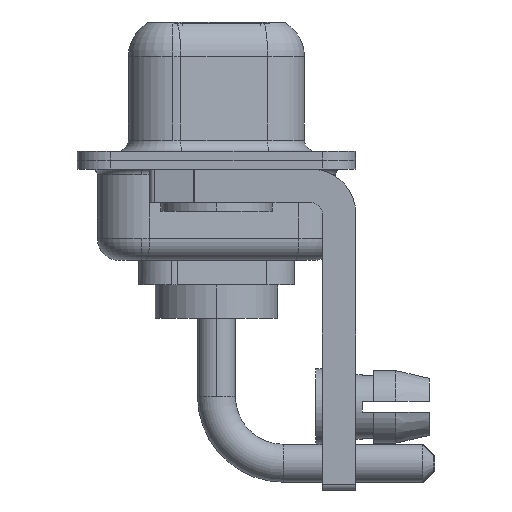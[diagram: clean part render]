
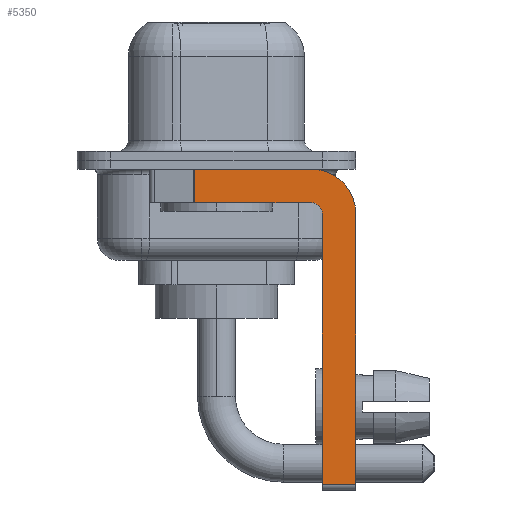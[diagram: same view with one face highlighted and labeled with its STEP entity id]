
A CAD part, left-side view. The second image highlights one B-rep face of the part: STEP entity #5350.
In plain terms, the highlighted planar face has unit normal (-1, 0, 0).
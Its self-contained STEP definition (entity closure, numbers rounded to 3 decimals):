
#455 = DIRECTION ( 'NONE',  ( 1., 0., 0. ) ) ;
#589 = CARTESIAN_POINT ( 'NONE',  ( -2.9, 0.978, -0.4 ) ) ;
#707 = DIRECTION ( 'NONE',  ( 0., 0., -1. ) ) ;
#794 = VERTEX_POINT ( 'NONE', #11590 ) ;
#871 = DIRECTION ( 'NONE',  ( 0., 0., -1. ) ) ;
#876 = CIRCLE ( 'NONE', #10008, 0.5 ) ;
#916 = VECTOR ( 'NONE', #9197, 1000. ) ;
#1093 = ORIENTED_EDGE ( 'NONE', *, *, #4145, .F. ) ;
#1111 = EDGE_CURVE ( 'NONE', #3554, #7115, #8468, .T. ) ;
#1233 = VERTEX_POINT ( 'NONE', #5114 ) ;
#1315 = VERTEX_POINT ( 'NONE', #13942 ) ;
#1620 = VECTOR ( 'NONE', #871, 1000. ) ;
#1638 = VERTEX_POINT ( 'NONE', #2704 ) ;
#1764 = CARTESIAN_POINT ( 'NONE',  ( -2.9, -4.25, -14.55 ) ) ;
#1850 = ORIENTED_EDGE ( 'NONE', *, *, #13202, .T. ) ;
#2045 = ORIENTED_EDGE ( 'NONE', *, *, #14905, .F. ) ;
#2090 = ORIENTED_EDGE ( 'NONE', *, *, #1111, .F. ) ;
#2380 = DIRECTION ( 'NONE',  ( 0., 0., -1. ) ) ;
#2418 = VERTEX_POINT ( 'NONE', #13548 ) ;
#2666 = LINE ( 'NONE', #7892, #8467 ) ;
#2704 = CARTESIAN_POINT ( 'NONE',  ( -2.9, -4.25, -1.9 ) ) ;
#3297 = ORIENTED_EDGE ( 'NONE', *, *, #8371, .T. ) ;
#3423 = DIRECTION ( 'NONE',  ( 0., 0., 1. ) ) ;
#3554 = VERTEX_POINT ( 'NONE', #9980 ) ;
#4145 = EDGE_CURVE ( 'NONE', #13003, #794, #9358, .T. ) ;
#4320 = LINE ( 'NONE', #10606, #5056 ) ;
#4598 = AXIS2_PLACEMENT_3D ( 'NONE', #5826, #13042, #707 ) ;
#4838 = LINE ( 'NONE', #13583, #10285 ) ;
#5056 = VECTOR ( 'NONE', #3423, 1000. ) ;
#5114 = CARTESIAN_POINT ( 'NONE',  ( -2.9, -4.75, -14.55 ) ) ;
#5265 = DIRECTION ( 'NONE',  ( 0., 0., -1. ) ) ;
#5350 = ADVANCED_FACE ( 'NONE', ( #8055 ), #14359, .F. ) ;
#5505 = LINE ( 'NONE', #1764, #12730 ) ;
#5826 = CARTESIAN_POINT ( 'NONE',  ( -2.9, -4.25, -2.4 ) ) ;
#6622 = DIRECTION ( 'NONE',  ( 0., 0., 1. ) ) ;
#6641 = CARTESIAN_POINT ( 'NONE',  ( -2.9, -4.25, -2.4 ) ) ;
#6932 = EDGE_LOOP ( 'NONE', ( #1093, #1850, #2045, #9387, #11533, #3297, #2090, #11079 ) ) ;
#6958 = AXIS2_PLACEMENT_3D ( 'NONE', #6641, #455, #5265 ) ;
#7115 = VERTEX_POINT ( 'NONE', #12780 ) ;
#7892 = CARTESIAN_POINT ( 'NONE',  ( -2.9, -4.25, -1.9 ) ) ;
#7961 = DIRECTION ( 'NONE',  ( 0., -1., 0. ) ) ;
#8055 = FACE_OUTER_BOUND ( 'NONE', #6932, .T. ) ;
#8371 = EDGE_CURVE ( 'NONE', #1233, #7115, #5505, .T. ) ;
#8382 = EDGE_CURVE ( 'NONE', #794, #3554, #14841, .T. ) ;
#8467 = VECTOR ( 'NONE', #15375, 1000. ) ;
#8468 = LINE ( 'NONE', #12068, #1620 ) ;
#9197 = DIRECTION ( 'NONE',  ( 0., -1., 0. ) ) ;
#9245 = DIRECTION ( 'NONE',  ( -1., 0., 0. ) ) ;
#9358 = LINE ( 'NONE', #15678, #916 ) ;
#9387 = ORIENTED_EDGE ( 'NONE', *, *, #12775, .F. ) ;
#9980 = CARTESIAN_POINT ( 'NONE',  ( -2.9, -6.25, -2.4 ) ) ;
#10008 = AXIS2_PLACEMENT_3D ( 'NONE', #15163, #9245, #6622 ) ;
#10285 = VECTOR ( 'NONE', #2380, 1000. ) ;
#10606 = CARTESIAN_POINT ( 'NONE',  ( -2.9, -4.75, -14.8 ) ) ;
#11079 = ORIENTED_EDGE ( 'NONE', *, *, #8382, .F. ) ;
#11533 = ORIENTED_EDGE ( 'NONE', *, *, #14473, .F. ) ;
#11590 = CARTESIAN_POINT ( 'NONE',  ( -2.9, -4.25, -0.4 ) ) ;
#12068 = CARTESIAN_POINT ( 'NONE',  ( -2.9, -6.25, -2.4 ) ) ;
#12730 = VECTOR ( 'NONE', #7961, 1000. ) ;
#12775 = EDGE_CURVE ( 'NONE', #1315, #1638, #876, .T. ) ;
#12780 = CARTESIAN_POINT ( 'NONE',  ( -2.9, -6.25, -14.55 ) ) ;
#13003 = VERTEX_POINT ( 'NONE', #589 ) ;
#13042 = DIRECTION ( 'NONE',  ( 1., 0., 0. ) ) ;
#13202 = EDGE_CURVE ( 'NONE', #13003, #2418, #4838, .T. ) ;
#13548 = CARTESIAN_POINT ( 'NONE',  ( -2.9, 0.978, -1.9 ) ) ;
#13583 = CARTESIAN_POINT ( 'NONE',  ( -2.9, 0.978, -1.9 ) ) ;
#13942 = CARTESIAN_POINT ( 'NONE',  ( -2.9, -4.75, -2.4 ) ) ;
#14359 = PLANE ( 'NONE',  #4598 ) ;
#14473 = EDGE_CURVE ( 'NONE', #1233, #1315, #4320, .T. ) ;
#14841 = CIRCLE ( 'NONE', #6958, 2. ) ;
#14905 = EDGE_CURVE ( 'NONE', #1638, #2418, #2666, .T. ) ;
#15163 = CARTESIAN_POINT ( 'NONE',  ( -2.9, -4.25, -2.4 ) ) ;
#15375 = DIRECTION ( 'NONE',  ( 0., 1., 0. ) ) ;
#15678 = CARTESIAN_POINT ( 'NONE',  ( -2.9, 3., -0.4 ) ) ;
